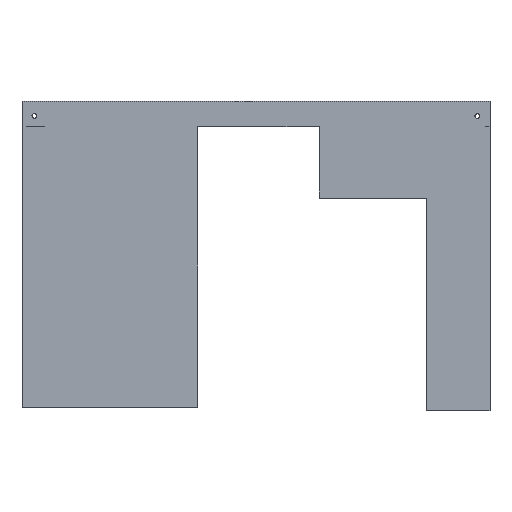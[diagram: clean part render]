
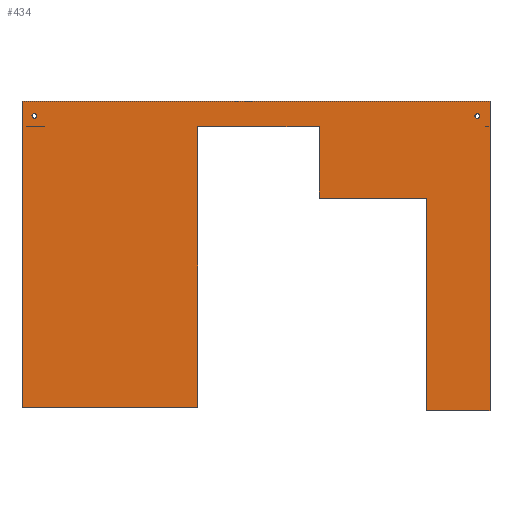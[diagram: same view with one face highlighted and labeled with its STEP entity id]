
A CAD part, top view. The second image highlights one B-rep face of the part: STEP entity #434.
In plain terms, the highlighted planar face has unit normal (0, 0, 1).
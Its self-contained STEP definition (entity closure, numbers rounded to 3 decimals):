
#17=FACE_BOUND('',#55,.T.);
#18=FACE_BOUND('',#56,.T.);
#19=FACE_BOUND('',#57,.T.);
#23=CIRCLE('',#471,1.);
#24=CIRCLE('',#472,1.);
#32=FACE_OUTER_BOUND('',#54,.T.);
#54=EDGE_LOOP('',(#309,#310,#311,#312,#313,#314,#315,#316,#317,#318,#319,
#320,#321,#322));
#55=EDGE_LOOP('',(#323));
#56=EDGE_LOOP('',(#324,#325,#326,#327));
#57=EDGE_LOOP('',(#328));
#80=LINE('',#610,#136);
#81=LINE('',#613,#137);
#85=LINE('',#621,#141);
#89=LINE('',#628,#145);
#90=LINE('',#631,#146);
#93=LINE('',#637,#149);
#94=LINE('',#639,#150);
#95=LINE('',#641,#151);
#96=LINE('',#643,#152);
#97=LINE('',#645,#153);
#98=LINE('',#647,#154);
#99=LINE('',#649,#155);
#100=LINE('',#651,#156);
#101=LINE('',#652,#157);
#102=LINE('',#657,#158);
#103=LINE('',#659,#159);
#104=LINE('',#661,#160);
#105=LINE('',#662,#161);
#136=VECTOR('',#498,10.);
#137=VECTOR('',#501,10.);
#141=VECTOR('',#507,10.);
#145=VECTOR('',#513,10.);
#146=VECTOR('',#516,10.);
#149=VECTOR('',#521,10.);
#150=VECTOR('',#522,10.);
#151=VECTOR('',#523,10.);
#152=VECTOR('',#524,10.);
#153=VECTOR('',#525,10.);
#154=VECTOR('',#526,10.);
#155=VECTOR('',#527,10.);
#156=VECTOR('',#528,10.);
#157=VECTOR('',#529,10.);
#158=VECTOR('',#532,10.);
#159=VECTOR('',#533,10.);
#160=VECTOR('',#534,10.);
#161=VECTOR('',#535,10.);
#190=VERTEX_POINT('',#604);
#192=VERTEX_POINT('',#608);
#193=VERTEX_POINT('',#612);
#195=VERTEX_POINT('',#618);
#198=VERTEX_POINT('',#626);
#199=VERTEX_POINT('',#630);
#201=VERTEX_POINT('',#636);
#202=VERTEX_POINT('',#638);
#203=VERTEX_POINT('',#640);
#204=VERTEX_POINT('',#642);
#205=VERTEX_POINT('',#644);
#206=VERTEX_POINT('',#646);
#207=VERTEX_POINT('',#648);
#208=VERTEX_POINT('',#650);
#209=VERTEX_POINT('',#653);
#210=VERTEX_POINT('',#655);
#211=VERTEX_POINT('',#656);
#212=VERTEX_POINT('',#658);
#213=VERTEX_POINT('',#660);
#214=VERTEX_POINT('',#663);
#232=EDGE_CURVE('',#192,#190,#80,.T.);
#233=EDGE_CURVE('',#190,#193,#81,.T.);
#237=EDGE_CURVE('',#195,#192,#85,.T.);
#241=EDGE_CURVE('',#195,#198,#89,.F.);
#242=EDGE_CURVE('',#199,#193,#90,.F.);
#245=EDGE_CURVE('',#198,#201,#93,.T.);
#246=EDGE_CURVE('',#201,#202,#94,.T.);
#247=EDGE_CURVE('',#202,#203,#95,.T.);
#248=EDGE_CURVE('',#203,#204,#96,.T.);
#249=EDGE_CURVE('',#204,#205,#97,.T.);
#250=EDGE_CURVE('',#205,#206,#98,.T.);
#251=EDGE_CURVE('',#206,#207,#99,.T.);
#252=EDGE_CURVE('',#207,#208,#100,.T.);
#253=EDGE_CURVE('',#208,#199,#101,.T.);
#254=EDGE_CURVE('',#209,#209,#23,.T.);
#255=EDGE_CURVE('',#210,#211,#102,.T.);
#256=EDGE_CURVE('',#211,#212,#103,.T.);
#257=EDGE_CURVE('',#212,#213,#104,.T.);
#258=EDGE_CURVE('',#213,#210,#105,.T.);
#259=EDGE_CURVE('',#214,#214,#24,.T.);
#309=ORIENTED_EDGE('',*,*,#241,.T.);
#310=ORIENTED_EDGE('',*,*,#245,.T.);
#311=ORIENTED_EDGE('',*,*,#246,.T.);
#312=ORIENTED_EDGE('',*,*,#247,.T.);
#313=ORIENTED_EDGE('',*,*,#248,.T.);
#314=ORIENTED_EDGE('',*,*,#249,.T.);
#315=ORIENTED_EDGE('',*,*,#250,.T.);
#316=ORIENTED_EDGE('',*,*,#251,.T.);
#317=ORIENTED_EDGE('',*,*,#252,.T.);
#318=ORIENTED_EDGE('',*,*,#253,.T.);
#319=ORIENTED_EDGE('',*,*,#242,.T.);
#320=ORIENTED_EDGE('',*,*,#233,.F.);
#321=ORIENTED_EDGE('',*,*,#232,.F.);
#322=ORIENTED_EDGE('',*,*,#237,.F.);
#323=ORIENTED_EDGE('',*,*,#254,.T.);
#324=ORIENTED_EDGE('',*,*,#255,.T.);
#325=ORIENTED_EDGE('',*,*,#256,.T.);
#326=ORIENTED_EDGE('',*,*,#257,.T.);
#327=ORIENTED_EDGE('',*,*,#258,.T.);
#328=ORIENTED_EDGE('',*,*,#259,.T.);
#414=PLANE('',#470);
#434=ADVANCED_FACE('',(#32,#17,#18,#19),#414,.T.);
#470=AXIS2_PLACEMENT_3D('',#635,#519,#520);
#471=AXIS2_PLACEMENT_3D('',#654,#530,#531);
#472=AXIS2_PLACEMENT_3D('',#664,#536,#537);
#498=DIRECTION('',(0.,1.,0.));
#501=DIRECTION('',(-1.,0.,0.));
#507=DIRECTION('',(-1.,0.,0.));
#513=DIRECTION('',(0.,1.,0.));
#516=DIRECTION('',(0.,-1.,0.));
#519=DIRECTION('center_axis',(0.,0.,1.));
#520=DIRECTION('ref_axis',(-1.,0.,0.));
#521=DIRECTION('',(1.,0.,0.));
#522=DIRECTION('',(0.,1.,0.));
#523=DIRECTION('',(-1.,0.,0.));
#524=DIRECTION('',(0.,1.,0.));
#525=DIRECTION('',(1.,0.,0.));
#526=DIRECTION('',(0.,1.,0.));
#527=DIRECTION('',(-1.,0.,0.));
#528=DIRECTION('',(0.,-1.,0.));
#529=DIRECTION('',(1.,0.,0.));
#530=DIRECTION('center_axis',(0.,0.,-1.));
#531=DIRECTION('ref_axis',(-1.,0.,0.));
#532=DIRECTION('',(0.,-1.,0.));
#533=DIRECTION('',(-1.,0.,0.));
#534=DIRECTION('',(0.,1.,0.));
#535=DIRECTION('',(1.,0.,0.));
#536=DIRECTION('center_axis',(0.,0.,-1.));
#537=DIRECTION('ref_axis',(-1.,0.,0.));
#604=CARTESIAN_POINT('',(153.391,-32.868,59.));
#608=CARTESIAN_POINT('',(153.391,-63.433,59.));
#610=CARTESIAN_POINT('',(153.391,-154.343,59.));
#612=CARTESIAN_POINT('',(101.391,-32.868,59.));
#613=CARTESIAN_POINT('',(149.391,-32.868,59.));
#618=CARTESIAN_POINT('',(199.391,-63.433,59.));
#621=CARTESIAN_POINT('',(199.391,-63.433,59.));
#626=CARTESIAN_POINT('',(199.391,-154.343,59.));
#628=CARTESIAN_POINT('',(199.391,-56.623,59.));
#630=CARTESIAN_POINT('',(101.391,-152.934,59.));
#631=CARTESIAN_POINT('',(101.391,-120.565,59.));
#635=CARTESIAN_POINT('Origin',(126.391,-88.196,59.));
#636=CARTESIAN_POINT('',(226.391,-154.343,59.));
#637=CARTESIAN_POINT('',(149.391,-154.343,59.));
#638=CARTESIAN_POINT('',(226.391,-32.868,59.));
#639=CARTESIAN_POINT('',(226.391,-154.343,59.));
#640=CARTESIAN_POINT('',(224.391,-32.868,59.));
#641=CARTESIAN_POINT('',(216.573,-32.868,59.));
#642=CARTESIAN_POINT('',(224.391,-32.868,59.));
#643=CARTESIAN_POINT('',(224.391,-32.868,59.));
#644=CARTESIAN_POINT('',(226.391,-32.868,59.));
#645=CARTESIAN_POINT('',(224.391,-32.868,59.));
#646=CARTESIAN_POINT('',(226.391,-22.05,59.));
#647=CARTESIAN_POINT('',(226.391,-22.05,59.));
#648=CARTESIAN_POINT('',(26.391,-22.05,59.));
#649=CARTESIAN_POINT('',(26.391,-22.05,59.));
#650=CARTESIAN_POINT('',(26.391,-152.934,59.));
#651=CARTESIAN_POINT('',(26.391,-152.934,59.));
#652=CARTESIAN_POINT('',(103.391,-152.934,59.));
#653=CARTESIAN_POINT('',(32.663,-28.288,59.));
#654=CARTESIAN_POINT('Origin',(31.663,-28.288,59.));
#655=CARTESIAN_POINT('',(36.209,-32.868,59.));
#656=CARTESIAN_POINT('',(36.209,-32.868,59.));
#657=CARTESIAN_POINT('',(36.209,-32.868,59.));
#658=CARTESIAN_POINT('',(28.391,-32.868,59.));
#659=CARTESIAN_POINT('',(28.391,-32.868,59.));
#660=CARTESIAN_POINT('',(28.391,-32.868,59.));
#661=CARTESIAN_POINT('',(28.391,-32.868,59.));
#662=CARTESIAN_POINT('',(26.391,-32.868,59.));
#663=CARTESIAN_POINT('',(221.947,-28.43,59.));
#664=CARTESIAN_POINT('Origin',(220.947,-28.43,59.));
